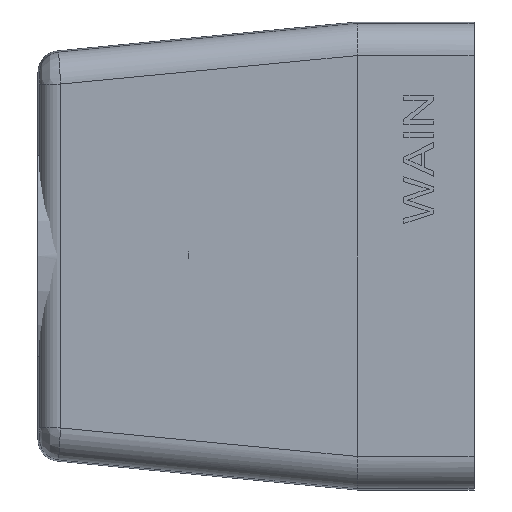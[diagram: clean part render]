
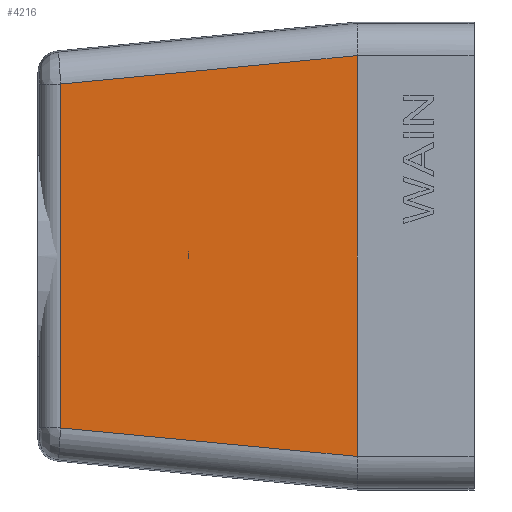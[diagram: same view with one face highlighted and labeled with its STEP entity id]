
A CAD part, left-side view. The second image highlights one B-rep face of the part: STEP entity #4216.
In plain terms, the highlighted planar face has unit normal (-1, 0.011, 0).
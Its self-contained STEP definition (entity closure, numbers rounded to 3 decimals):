
#203=CARTESIAN_POINT('',(-19.5,11.,18.844));
#217=CARTESIAN_POINT('',(-19.5,11.,-18.844));
#412=DIRECTION('',(0.,0.,-1.));
#413=VECTOR('',#412,32.327);
#414=CARTESIAN_POINT('',(-19.208,38.871,16.163));
#415=LINE('',#414,#413);
#416=DIRECTION('',(-0.01,-0.995,0.096));
#417=VECTOR('',#416,28.001);
#418=CARTESIAN_POINT('',(-19.208,38.871,16.163));
#419=LINE('',#418,#417);
#420=DIRECTION('',(0.,0.,-1.));
#421=VECTOR('',#420,37.689);
#422=CARTESIAN_POINT('',(-19.5,11.,18.844));
#423=LINE('',#422,#421);
#424=DIRECTION('',(0.01,0.995,0.096));
#425=VECTOR('',#424,28.001);
#426=CARTESIAN_POINT('',(-19.5,11.,-18.844));
#427=LINE('',#426,#425);
#3177=VERTEX_POINT('',#203);
#3180=VERTEX_POINT('',#217);
#3268=CARTESIAN_POINT('',(-19.208,38.871,16.163));
#3269=VERTEX_POINT('',#3268);
#3295=CARTESIAN_POINT('',(-19.208,38.871,
-16.163));
#3296=VERTEX_POINT('',#3295);
#4204=CARTESIAN_POINT('',(-19.5,11.,-22.));
#4205=DIRECTION('',(1.,-0.01,0.));
#4206=DIRECTION('',(0.,0.,-1.));
#4207=AXIS2_PLACEMENT_3D('',#4204,#4205,#4206);
#4208=PLANE('',#4207);
#4209=ORIENTED_EDGE('',*,*,#4197,.F.);
#4210=ORIENTED_EDGE('',*,*,#4026,.T.);
#4211=ORIENTED_EDGE('',*,*,#3922,.T.);
#4213=ORIENTED_EDGE('',*,*,#4212,.T.);
#4214=EDGE_LOOP('',(#4209,#4210,#4211,#4213));
#4215=FACE_OUTER_BOUND('',#4214,.F.);
#4216=ADVANCED_FACE('',(#4215),#4208,.F.);
#3922=EDGE_CURVE('',#3177,#3180,#423,.T.);
#4026=EDGE_CURVE('',#3269,#3177,#419,.T.);
#4197=EDGE_CURVE('',#3269,#3296,#415,.T.);
#4212=EDGE_CURVE('',#3180,#3296,#427,.T.);
